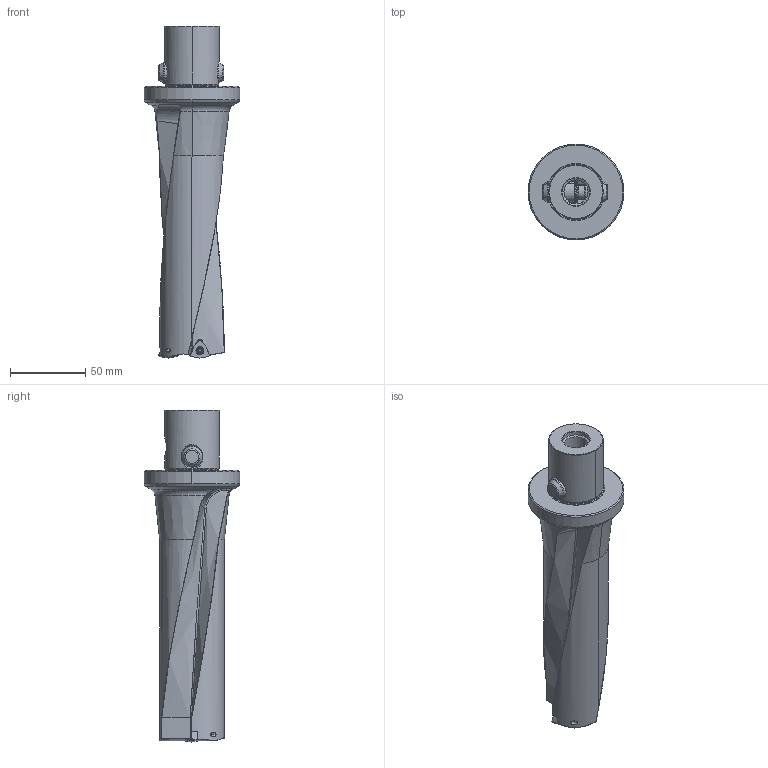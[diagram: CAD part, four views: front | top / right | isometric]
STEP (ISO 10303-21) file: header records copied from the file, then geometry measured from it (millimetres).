
FILE_DESCRIPTION(('no description'),'unknown implementation level');
FILE_NAME('71E7E276-5E46-4EAB-B2D4-F972E48DCA48_export.stp',' ',('CIMSOURCE GmbH'),('CADClick - KiM GmbH - www.kimweb.de'),'unknown preprocess','ACIS','unknown authorization');
FILE_SCHEMA(('automotive_design'));
Length unit declared in the file: millimetre
Products named in the file (7): 336.744 Kaiser WB 44-132 X CK6|694.137 Kasier ETL M3,5 X 9,4 T10 IP 10S_Standard;NONE; 336.744 Kaiser WB 44-132 X CK6|336.744 Kaiser WB 44-132 X CK6_Standard-2;NONE; 336.744 Kaiser WB 44-132 X CK6|336.744 Kaiser WB 44-132 X CK6_Standard-1;NONE; 336.744 Kaiser WB 44-132 X CK6|336.744 Kaiser WB 44-132 X CK6_Standard;NONE; 336.744 Kaiser WB 44-132 X CK6|691.506 Kaiser ETL D14 X 43K_Standard|693.305 Sprengring_Standard;NONE; 336.744 Kaiser WB 44-132 X CK6|691.506 Kaiser ETL D14 X 43K_Standard|691.526 Mitnehmerbolzen_Standard;NONE
Bounding box: 63.5 x 63.5 x 220 mm (x, y, z)
Volume: 242178.9 mm3; surface area: 46032.4 mm2
Topology: 7 solids, 7 shells, 407 faces, 989 edges, 596 vertices
Faces by surface type: cylinder 124, plane 94, cone 76, bspline 58, torus 50, sphere 5
Entity records: 77669 total; most frequent: CARTESIAN_POINT 57132, STYLED_ITEM 1993, PRESENTATION_STYLE_ASSIGNMENT 1993, COLOUR_RGB 1993, ORIENTED_EDGE 1966, DIRECTION 1920, EDGE_CURVE 983, CURVE_STYLE 983
